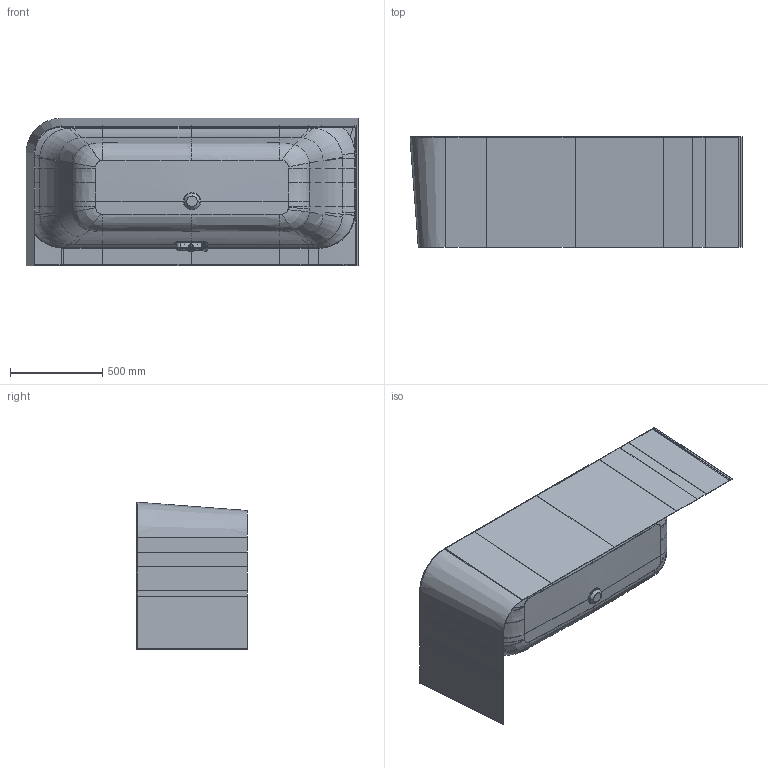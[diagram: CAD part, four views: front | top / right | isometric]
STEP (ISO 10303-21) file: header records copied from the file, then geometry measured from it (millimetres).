
FILE_DESCRIPTION((''),'2;1');
FILE_NAME('LENF_BTW-VOOR_STPS_ASM','2021-09-21T16:46:35',('hegemanc'),('Villeroy & Boch Wellness bv'),'CREO PARAMETRIC BY PTC INC, 2020454','CREO PARAMETRIC BY PTC INC, 2020454','');
FILE_SCHEMA(('CONFIG_CONTROL_DESIGN'));
Length unit declared in the file: millimetre
Products named in the file (7): LOOP-FR_BTW-CORNER-R_26082021; V4P2001-020; V4P2001-030; V4P2001-070; V4P2001-100_ASM; AFVOERDOP_LOOP; LENF_BTW-VOOR_STPS_ASM
Assembly tree (6 placements, depth 3):
  LENF_BTW-VOOR_STPS_ASM
    LOOP-FR_BTW-CORNER-R_26082021
    V4P2001-100_ASM
      V4P2001-020
      V4P2001-030
      V4P2001-070
    AFVOERDOP_LOOP
Bounding box: 1800 x 600.07 x 800 mm (x, y, z)
Volume: 113889.2 mm3; surface area: 7998020.4 mm2
Topology: 4 solids, 17 shells, 1388 faces, 3367 edges, 2005 vertices
Faces by surface type: cylinder 468, bspline 365, plane 292, torus 156, cone 65, sphere 34, extrusion 8
Entity records: 92341 total; most frequent: CARTESIAN_POINT 62297, ORIENTED_EDGE 6708, DIRECTION 5518, EDGE_CURVE 3363, AXIS2_PLACEMENT_3D 2130, VERTEX_POINT 2005, EDGE_LOOP 1442, FACE_OUTER_BOUND 1388
